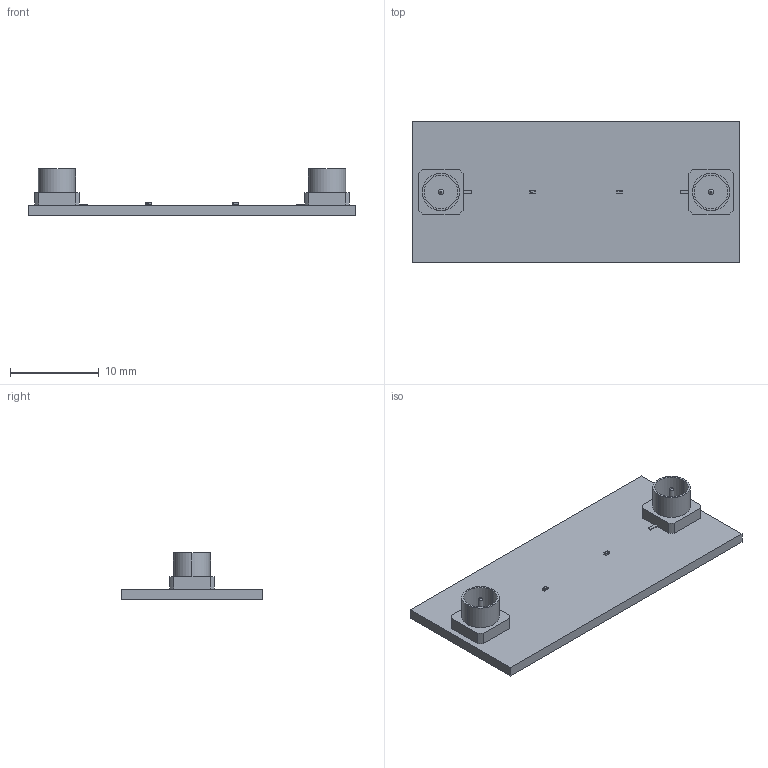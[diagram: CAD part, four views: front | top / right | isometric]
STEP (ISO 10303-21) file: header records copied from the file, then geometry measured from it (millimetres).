
FILE_DESCRIPTION(('Open CASCADE Model'),'2;1');
FILE_NAME('Open CASCADE Shape Model','2024-08-20T14:23:04',('Author'),( 'Open CASCADE'),'Open CASCADE STEP processor 7.5','Open CASCADE 7.5' ,'Unknown');
FILE_SCHEMA(('AUTOMOTIVE_DESIGN { 1 0 10303 214 1 1 1 1 }'));
Length unit declared in the file: millimetre
Products named in the file (13): PCB; Board; Open CASCADE STEP translator 7.5 1.1.1; R2; Res_Panasonic_Electronic_Components_ERJ-1GNF4872C_eec; 1; 2; 3; Panasonic Logo; R1; J2; 19S141-40ML5-mymodel; J1
Assembly tree (14 placements, depth 4):
  PCB
    Board
      Open CASCADE STEP translator 7.5 1.1.1
    R2
      Res_Panasonic_Electronic_Components_ERJ-1GNF4872C_eec
        1
        2
        3
        Panasonic Logo
    R1
      Res_Panasonic_Electronic_Components_ERJ-1GNF4872C_eec
        1
        2
        3
        Panasonic Logo
    J2
      19S141-40ML5-mymodel
    J1
      19S141-40ML5-mymodel
Bounding box: 37 x 16 x 5.26 mm (x, y, z)
Volume: 765 mm3; surface area: 1620.5 mm2
Topology: 31 solids, 31 shells, 556 faces, 1462 edges, 972 vertices
Faces by surface type: plane 254, bspline 246, cylinder 52, cone 4
Full cylindrical faces by diameter (mm): 0.4 x8
Entity records: 9763 total; most frequent: CARTESIAN_POINT 3145, ORIENTED_EDGE 1496, DIRECTION 918, EDGE_CURVE 748, VERTEX_POINT 498, LINE 440, VECTOR 440, FACE_BOUND 312
